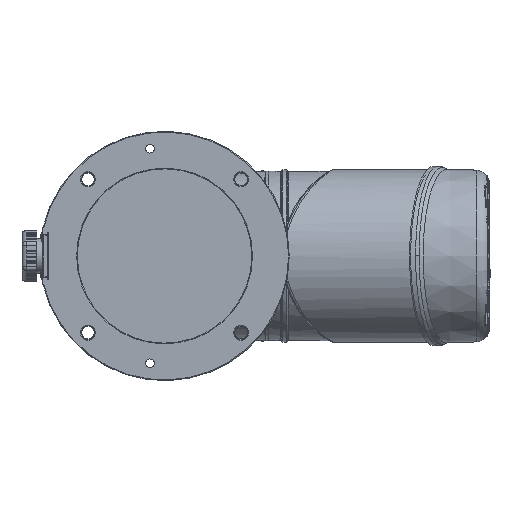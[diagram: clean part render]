
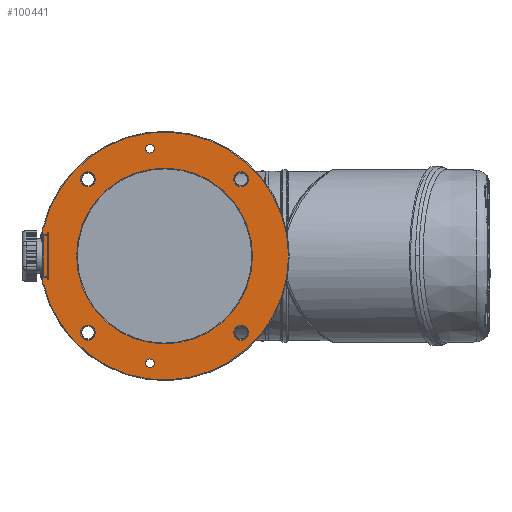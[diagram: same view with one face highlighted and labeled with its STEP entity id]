
A CAD part, front view. The second image highlights one B-rep face of the part: STEP entity #100441.
In plain terms, the highlighted face is planar.
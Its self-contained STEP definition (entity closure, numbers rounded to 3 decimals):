
#2265 = VECTOR ( 'NONE', #88704, 1000. ) ;
#2575 = EDGE_CURVE ( 'NONE', #191519, #191519, #67203, .T. ) ;
#3335 = CARTESIAN_POINT ( 'NONE',  ( 19.784, 83.789, 0. ) ) ;
#4882 = LINE ( 'NONE', #134442, #19034 ) ;
#5776 = VERTEX_POINT ( 'NONE', #144009 ) ;
#10878 = DIRECTION ( 'NONE',  ( 0., 0., 1. ) ) ;
#11123 = CARTESIAN_POINT ( 'NONE',  ( -19.784, 82.851, 0. ) ) ;
#12106 = VECTOR ( 'NONE', #112474, 1000. ) ;
#13179 = AXIS2_PLACEMENT_3D ( 'NONE', #172861, #169520, #176300 ) ;
#13317 = PLANE ( 'NONE',  #93704 ) ;
#16721 = EDGE_LOOP ( 'NONE', ( #50228 ) ) ;
#19034 = VECTOR ( 'NONE', #124242, 1000. ) ;
#21307 = CARTESIAN_POINT ( 'NONE',  ( 19.784, 82.349, 0. ) ) ;
#21322 = DIRECTION ( 'NONE',  ( -1., 0., 0. ) ) ;
#25988 = DIRECTION ( 'NONE',  ( 0., 0., 1. ) ) ;
#28130 = CIRCLE ( 'NONE', #128739, 5.143 ) ;
#34093 = CARTESIAN_POINT ( 'NONE',  ( 0., 83.351, 0. ) ) ;
#36839 = DIRECTION ( 'NONE',  ( 0., 0., 1. ) ) ;
#37140 = DIRECTION ( 'NONE',  ( -1., 0., 0. ) ) ;
#38165 = CARTESIAN_POINT ( 'NONE',  ( 52.326, 52.326, 0. ) ) ;
#40649 = FACE_BOUND ( 'NONE', #70678, .T. ) ;
#40761 = ORIENTED_EDGE ( 'NONE', *, *, #189463, .T. ) ;
#43982 = FACE_BOUND ( 'NONE', #90882, .T. ) ;
#44855 = CARTESIAN_POINT ( 'NONE',  ( -19.784, 82.349, 0. ) ) ;
#45525 = EDGE_CURVE ( 'NONE', #127661, #127661, #56108, .T. ) ;
#45789 = CARTESIAN_POINT ( 'NONE',  ( 47.183, -52.326, 0. ) ) ;
#47054 = ORIENTED_EDGE ( 'NONE', *, *, #45525, .T. ) ;
#47593 = VERTEX_POINT ( 'NONE', #108528 ) ;
#48918 = EDGE_LOOP ( 'NONE', ( #47054 ) ) ;
#49226 = DIRECTION ( 'NONE',  ( 0., 0., 1. ) ) ;
#50228 = ORIENTED_EDGE ( 'NONE', *, *, #94606, .T. ) ;
#54236 = FACE_BOUND ( 'NONE', #48918, .T. ) ;
#54879 = ORIENTED_EDGE ( 'NONE', *, *, #192439, .T. ) ;
#56108 = CIRCLE ( 'NONE', #204573, 5.143 ) ;
#57672 = FACE_BOUND ( 'NONE', #16721, .T. ) ;
#60211 = CARTESIAN_POINT ( 'NONE',  ( 76.321, 10., 0. ) ) ;
#61218 = VECTOR ( 'NONE', #119324, 1000. ) ;
#61656 = EDGE_CURVE ( 'NONE', #105793, #5776, #98871, .T. ) ;
#62524 = EDGE_LOOP ( 'NONE', ( #54879 ) ) ;
#67203 = CIRCLE ( 'NONE', #101159, 5.143 ) ;
#70020 = VERTEX_POINT ( 'NONE', #97258 ) ;
#70678 = EDGE_LOOP ( 'NONE', ( #40761 ) ) ;
#74776 = DIRECTION ( 'NONE',  ( 0., 0., -1. ) ) ;
#80913 = DIRECTION ( 'NONE',  ( 0., 0., -1. ) ) ;
#81460 = FACE_BOUND ( 'NONE', #62524, .T. ) ;
#83587 = VERTEX_POINT ( 'NONE', #44855 ) ;
#84020 = AXIS2_PLACEMENT_3D ( 'NONE', #94712, #36839, #196773 ) ;
#88704 = DIRECTION ( 'NONE',  ( -0.707, 0.707, 0. ) ) ;
#90882 = EDGE_LOOP ( 'NONE', ( #142306 ) ) ;
#91353 = AXIS2_PLACEMENT_3D ( 'NONE', #134259, #202111, #100081 ) ;
#91407 = CARTESIAN_POINT ( 'NONE',  ( -70.321, 10., 0. ) ) ;
#91618 = ORIENTED_EDGE ( 'NONE', *, *, #165471, .T. ) ;
#91698 = AXIS2_PLACEMENT_3D ( 'NONE', #172931, #80913, #121821 ) ;
#91967 = CARTESIAN_POINT ( 'NONE',  ( -19.784, 56.789, 0. ) ) ;
#92738 = ORIENTED_EDGE ( 'NONE', *, *, #126965, .F. ) ;
#93704 = AXIS2_PLACEMENT_3D ( 'NONE', #105410, #74776, #37140 ) ;
#94606 = EDGE_CURVE ( 'NONE', #70020, #70020, #189205, .T. ) ;
#94712 = CARTESIAN_POINT ( 'NONE',  ( 0., 0., 0. ) ) ;
#96056 = DIRECTION ( 'NONE',  ( -1., 0., 0. ) ) ;
#97258 = CARTESIAN_POINT ( 'NONE',  ( -57.469, -52.326, 0. ) ) ;
#98871 = LINE ( 'NONE', #34093, #106325 ) ;
#100081 = DIRECTION ( 'NONE',  ( 1., 0., 0. ) ) ;
#100441 = ADVANCED_FACE ( 'NONE', ( #40649, #183569, #54236, #149724, #57672, #43982, #81460, #112263 ), #13317, .T. ) ;
#101159 = AXIS2_PLACEMENT_3D ( 'NONE', #157678, #130485, #21322 ) ;
#104806 = EDGE_LOOP ( 'NONE', ( #91618 ) ) ;
#105410 = CARTESIAN_POINT ( 'NONE',  ( 0., 0., 0. ) ) ;
#105793 = VERTEX_POINT ( 'NONE', #178611 ) ;
#106325 = VECTOR ( 'NONE', #153389, 1000. ) ;
#108528 = CARTESIAN_POINT ( 'NONE',  ( -60., 0., 0. ) ) ;
#111857 = VERTEX_POINT ( 'NONE', #91407 ) ;
#112263 = FACE_OUTER_BOUND ( 'NONE', #171869, .T. ) ;
#112474 = DIRECTION ( 'NONE',  ( 0., 1., 0. ) ) ;
#113096 = ORIENTED_EDGE ( 'NONE', *, *, #61656, .T. ) ;
#118101 = DIRECTION ( 'NONE',  ( -1., 0., 0. ) ) ;
#119324 = DIRECTION ( 'NONE',  ( 0., -1., 0. ) ) ;
#119691 = VERTEX_POINT ( 'NONE', #11123 ) ;
#121523 = VERTEX_POINT ( 'NONE', #60211 ) ;
#121615 = EDGE_CURVE ( 'NONE', #121523, #121523, #133094, .T. ) ;
#121792 = VERTEX_POINT ( 'NONE', #21307 ) ;
#121821 = DIRECTION ( 'NONE',  ( 1., 0., 0. ) ) ;
#124242 = DIRECTION ( 'NONE',  ( -0.707, -0.707, 0. ) ) ;
#124547 = CIRCLE ( 'NONE', #84020, 60. ) ;
#126965 = EDGE_CURVE ( 'NONE', #192795, #5776, #170462, .T. ) ;
#127661 = VERTEX_POINT ( 'NONE', #45789 ) ;
#128739 = AXIS2_PLACEMENT_3D ( 'NONE', #38165, #10878, #96056 ) ;
#130485 = DIRECTION ( 'NONE',  ( 0., 0., 1. ) ) ;
#132883 = LINE ( 'NONE', #91967, #61218 ) ;
#132942 = ORIENTED_EDGE ( 'NONE', *, *, #172953, .F. ) ;
#133094 = CIRCLE ( 'NONE', #91353, 3. ) ;
#134259 = CARTESIAN_POINT ( 'NONE',  ( 73.321, 10., 0. ) ) ;
#134442 = CARTESIAN_POINT ( 'NONE',  ( -19.435, 83.2, 0. ) ) ;
#134538 = EDGE_LOOP ( 'NONE', ( #163498 ) ) ;
#134588 = AXIS2_PLACEMENT_3D ( 'NONE', #198952, #49226, #201943 ) ;
#139511 = ORIENTED_EDGE ( 'NONE', *, *, #200056, .F. ) ;
#139899 = CARTESIAN_POINT ( 'NONE',  ( 19.441, 83.194, 0. ) ) ;
#142306 = ORIENTED_EDGE ( 'NONE', *, *, #2575, .T. ) ;
#144009 = CARTESIAN_POINT ( 'NONE',  ( 19.284, 83.351, 0. ) ) ;
#149724 = FACE_BOUND ( 'NONE', #104806, .T. ) ;
#153389 = DIRECTION ( 'NONE',  ( 1., 0., 0. ) ) ;
#156624 = EDGE_CURVE ( 'NONE', #121792, #83587, #158206, .T. ) ;
#157678 = CARTESIAN_POINT ( 'NONE',  ( -52.326, 52.326, 0. ) ) ;
#158206 = CIRCLE ( 'NONE', #91698, 84.693 ) ;
#160135 = LINE ( 'NONE', #3335, #12106 ) ;
#163313 = ORIENTED_EDGE ( 'NONE', *, *, #156624, .T. ) ;
#163498 = ORIENTED_EDGE ( 'NONE', *, *, #121615, .T. ) ;
#165471 = EDGE_CURVE ( 'NONE', #210590, #210590, #28130, .T. ) ;
#169520 = DIRECTION ( 'NONE',  ( 0., 0., 1. ) ) ;
#170462 = LINE ( 'NONE', #139899, #2265 ) ;
#171293 = CARTESIAN_POINT ( 'NONE',  ( -57.469, 52.326, 0. ) ) ;
#171869 = EDGE_LOOP ( 'NONE', ( #113096, #92738, #132942, #163313, #139511, #187416 ) ) ;
#172861 = CARTESIAN_POINT ( 'NONE',  ( -52.326, -52.326, 0. ) ) ;
#172931 = CARTESIAN_POINT ( 'NONE',  ( 0., 0., 0. ) ) ;
#172953 = EDGE_CURVE ( 'NONE', #121792, #192795, #160135, .T. ) ;
#175523 = EDGE_CURVE ( 'NONE', #105793, #119691, #4882, .T. ) ;
#176300 = DIRECTION ( 'NONE',  ( -1., 0., 0. ) ) ;
#176880 = CARTESIAN_POINT ( 'NONE',  ( 19.784, 82.851, 0. ) ) ;
#177564 = CIRCLE ( 'NONE', #134588, 3. ) ;
#178611 = CARTESIAN_POINT ( 'NONE',  ( -19.284, 83.351, 0. ) ) ;
#183569 = FACE_BOUND ( 'NONE', #134538, .T. ) ;
#187416 = ORIENTED_EDGE ( 'NONE', *, *, #175523, .F. ) ;
#189205 = CIRCLE ( 'NONE', #13179, 5.143 ) ;
#189463 = EDGE_CURVE ( 'NONE', #111857, #111857, #177564, .T. ) ;
#191519 = VERTEX_POINT ( 'NONE', #171293 ) ;
#192439 = EDGE_CURVE ( 'NONE', #47593, #47593, #124547, .T. ) ;
#192795 = VERTEX_POINT ( 'NONE', #176880 ) ;
#196773 = DIRECTION ( 'NONE',  ( -1., 0., 0. ) ) ;
#198952 = CARTESIAN_POINT ( 'NONE',  ( -73.321, 10., 0. ) ) ;
#200056 = EDGE_CURVE ( 'NONE', #119691, #83587, #132883, .T. ) ;
#201943 = DIRECTION ( 'NONE',  ( 1., 0., 0. ) ) ;
#202111 = DIRECTION ( 'NONE',  ( 0., 0., 1. ) ) ;
#203819 = CARTESIAN_POINT ( 'NONE',  ( 47.183, 52.326, 0. ) ) ;
#204573 = AXIS2_PLACEMENT_3D ( 'NONE', #209772, #25988, #118101 ) ;
#209772 = CARTESIAN_POINT ( 'NONE',  ( 52.326, -52.326, 0. ) ) ;
#210590 = VERTEX_POINT ( 'NONE', #203819 ) ;
